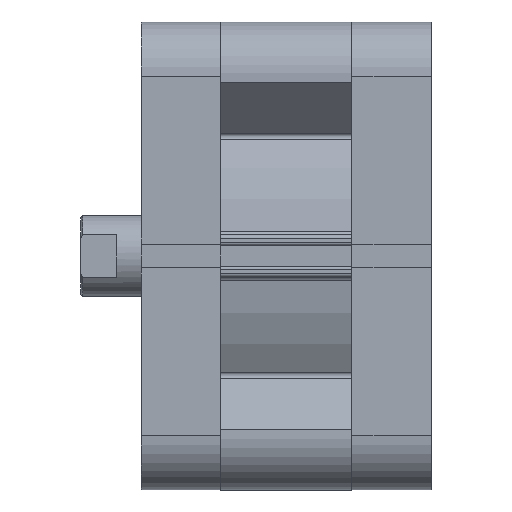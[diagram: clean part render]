
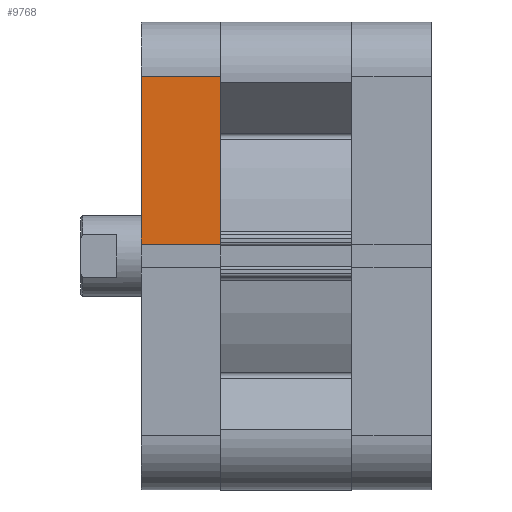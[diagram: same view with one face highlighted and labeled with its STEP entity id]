
A CAD part, front view. The second image highlights one B-rep face of the part: STEP entity #9768.
In plain terms, the highlighted planar face has unit normal (0, -1, 0).
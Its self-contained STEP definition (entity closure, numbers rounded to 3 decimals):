
#1064 = CARTESIAN_POINT ( 'NONE',  ( 20.75, -58., -2.97 ) ) ;
#1070 = CARTESIAN_POINT ( 'NONE',  ( 1., -58., -2.97 ) ) ;
#1085 = CARTESIAN_POINT ( 'NONE',  ( 1., -58., -44.5 ) ) ;
#1113 = CARTESIAN_POINT ( 'NONE',  ( 20.75, -58., -44.5 ) ) ;
#2646 = CARTESIAN_POINT ( 'NONE',  ( -81.024, -58., -127.741 ) ) ;
#2647 = PLANE ( 'NONE',  #6873 ) ;
#2648 = DIRECTION ( 'NONE',  ( 0., -1., 0. ) ) ;
#2649 = DIRECTION ( 'NONE',  ( 0., 0., -1. ) ) ;
#2820 = FACE_OUTER_BOUND ( 'NONE', #5964, .T. ) ;
#3231 = LINE ( 'NONE', #4403, #3235 ) ;
#3235 = VECTOR ( 'NONE', #4407, 1000. ) ;
#3334 = VECTOR ( 'NONE', #4573, 1000. ) ;
#3354 = LINE ( 'NONE', #4572, #3334 ) ;
#3415 = VECTOR ( 'NONE', #4686, 1000. ) ;
#3425 = LINE ( 'NONE', #4680, #3415 ) ;
#3550 = LINE ( 'NONE', #4857, #3551 ) ;
#3551 = VECTOR ( 'NONE', #4858, 1000. ) ;
#4403 = CARTESIAN_POINT ( 'NONE',  ( 1., -58., -127.741 ) ) ;
#4407 = DIRECTION ( 'NONE',  ( 0., 0., 1. ) ) ;
#4572 = CARTESIAN_POINT ( 'NONE',  ( -81.024, -58., -2.97 ) ) ;
#4573 = DIRECTION ( 'NONE',  ( 1., 0., 0. ) ) ;
#4680 = CARTESIAN_POINT ( 'NONE',  ( 20.75, -58., -44.5 ) ) ;
#4686 = DIRECTION ( 'NONE',  ( 1., 0., 0. ) ) ;
#4857 = CARTESIAN_POINT ( 'NONE',  ( 20.75, -58., -127.741 ) ) ;
#4858 = DIRECTION ( 'NONE',  ( 0., 0., -1. ) ) ;
#5116 = ORIENTED_EDGE ( 'NONE', *, *, #10287, .T. ) ;
#5118 = ORIENTED_EDGE ( 'NONE', *, *, #10169, .F. ) ;
#5120 = ORIENTED_EDGE ( 'NONE', *, *, #10241, .F. ) ;
#5265 = ORIENTED_EDGE ( 'NONE', *, *, #10361, .F. ) ;
#5964 = EDGE_LOOP ( 'NONE', ( #5120, #5118, #5116, #5265 ) ) ;
#6873 = AXIS2_PLACEMENT_3D ( 'NONE', #2646, #2648, #2649 ) ;
#9768 = ADVANCED_FACE ( 'NONE', ( #2820 ), #2647, .T. ) ;
#10169 = EDGE_CURVE ( 'NONE', #11034, #11018, #3231, .T. ) ;
#10241 = EDGE_CURVE ( 'NONE', #11018, #11009, #3354, .T. ) ;
#10287 = EDGE_CURVE ( 'NONE', #11034, #11062, #3425, .T. ) ;
#10361 = EDGE_CURVE ( 'NONE', #11009, #11062, #3550, .T. ) ;
#11009 = VERTEX_POINT ( 'NONE', #1064 ) ;
#11018 = VERTEX_POINT ( 'NONE', #1070 ) ;
#11034 = VERTEX_POINT ( 'NONE', #1085 ) ;
#11062 = VERTEX_POINT ( 'NONE', #1113 ) ;
